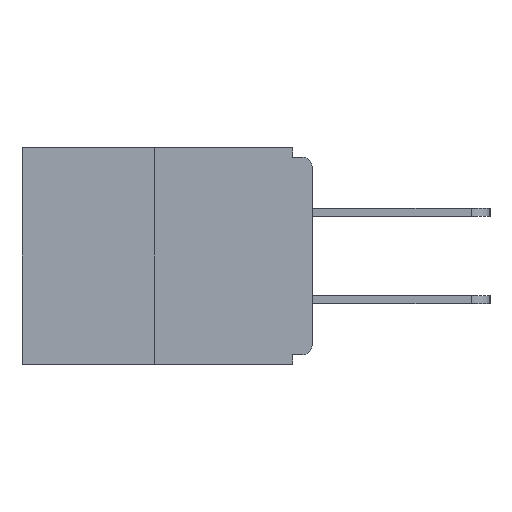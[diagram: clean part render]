
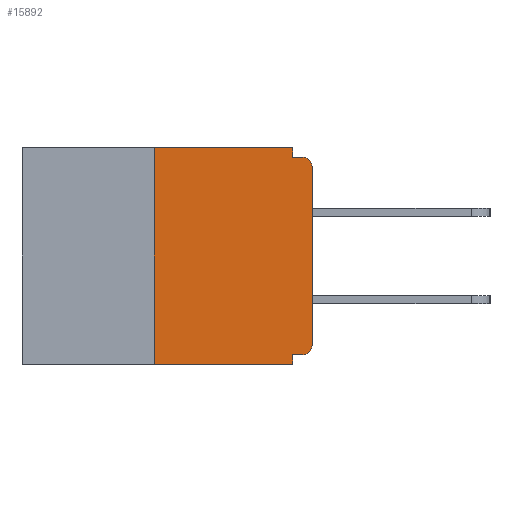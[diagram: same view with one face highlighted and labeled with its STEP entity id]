
A CAD part, left-side view. The second image highlights one B-rep face of the part: STEP entity #15892.
In plain terms, the highlighted planar face has unit normal (-1, 0, 0).
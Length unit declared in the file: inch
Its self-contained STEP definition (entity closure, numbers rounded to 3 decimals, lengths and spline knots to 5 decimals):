
#346 = EDGE_CURVE ( 'NONE', #7209, #4862, #3947, .T. ) ;
#553 = ORIENTED_EDGE ( 'NONE', *, *, #1210, .F. ) ;
#881 = CARTESIAN_POINT ( 'NONE',  ( 0., 0.25, 0. ) ) ;
#1014 = CARTESIAN_POINT ( 'NONE',  ( 0., 0.031, -0.015 ) ) ;
#1210 = EDGE_CURVE ( 'NONE', #14491, #20043, #19982, .T. ) ;
#1224 = ORIENTED_EDGE ( 'NONE', *, *, #18902, .T. ) ;
#1451 = VECTOR ( 'NONE', #2812, 39.37008 ) ;
#2080 = EDGE_CURVE ( 'NONE', #4189, #8598, #6835, .T. ) ;
#2086 = VECTOR ( 'NONE', #7306, 39.37008 ) ;
#2239 = ORIENTED_EDGE ( 'NONE', *, *, #13076, .F. ) ;
#2272 = ORIENTED_EDGE ( 'NONE', *, *, #14835, .F. ) ;
#2578 = VECTOR ( 'NONE', #16203, 39.37008 ) ;
#2812 = DIRECTION ( 'NONE',  ( 0., 0., 1. ) ) ;
#3114 = CARTESIAN_POINT ( 'NONE',  ( 0., 0., -0.328 ) ) ;
#3498 = CARTESIAN_POINT ( 'NONE',  ( 0., 0., -0.03 ) ) ;
#3947 = LINE ( 'NONE', #4310, #1451 ) ;
#4006 = ORIENTED_EDGE ( 'NONE', *, *, #14445, .F. ) ;
#4189 = VERTEX_POINT ( 'NONE', #6303 ) ;
#4196 = CARTESIAN_POINT ( 'NONE',  ( 0., 0.031, -0.343 ) ) ;
#4310 = CARTESIAN_POINT ( 'NONE',  ( 0., 0., 0. ) ) ;
#4348 = LINE ( 'NONE', #10362, #2086 ) ;
#4862 = VERTEX_POINT ( 'NONE', #3498 ) ;
#4912 = CIRCLE ( 'NONE', #14314, 0.015 ) ;
#5421 = EDGE_CURVE ( 'NONE', #12394, #8019, #19324, .T. ) ;
#5576 = ORIENTED_EDGE ( 'NONE', *, *, #2080, .T. ) ;
#5721 = CARTESIAN_POINT ( 'NONE',  ( 0., 0.015, -0.328 ) ) ;
#6248 = CARTESIAN_POINT ( 'NONE',  ( 0., 0.25, 0. ) ) ;
#6303 = CARTESIAN_POINT ( 'NONE',  ( 0., 0.25, -0.343 ) ) ;
#6805 = LINE ( 'NONE', #881, #9020 ) ;
#6835 = LINE ( 'NONE', #19337, #19459 ) ;
#6850 = CARTESIAN_POINT ( 'NONE',  ( 0., 0.46, 0. ) ) ;
#6877 = VERTEX_POINT ( 'NONE', #16948 ) ;
#6901 = DIRECTION ( 'NONE',  ( 1., 0., 0. ) ) ;
#6963 = DIRECTION ( 'NONE',  ( -1., 0., 0. ) ) ;
#7045 = CIRCLE ( 'NONE', #9744, 0.015 ) ;
#7185 = ORIENTED_EDGE ( 'NONE', *, *, #8793, .F. ) ;
#7209 = VERTEX_POINT ( 'NONE', #20518 ) ;
#7306 = DIRECTION ( 'NONE',  ( 0., 0., -1. ) ) ;
#8019 = VERTEX_POINT ( 'NONE', #19600 ) ;
#8598 = VERTEX_POINT ( 'NONE', #4196 ) ;
#8777 = CARTESIAN_POINT ( 'NONE',  ( 0., 0.46, 0. ) ) ;
#8793 = EDGE_CURVE ( 'NONE', #8019, #12684, #9011, .T. ) ;
#8831 = LINE ( 'NONE', #17415, #15973 ) ;
#8913 = DIRECTION ( 'NONE',  ( 0., 0., 1. ) ) ;
#9011 = LINE ( 'NONE', #17239, #2578 ) ;
#9020 = VECTOR ( 'NONE', #8913, 39.37008 ) ;
#9102 = EDGE_CURVE ( 'NONE', #14491, #7209, #7045, .T. ) ;
#9744 = AXIS2_PLACEMENT_3D ( 'NONE', #13524, #10338, #18175 ) ;
#10194 = DIRECTION ( 'NONE',  ( 0., 0., -1. ) ) ;
#10338 = DIRECTION ( 'NONE',  ( -1., 0., 0. ) ) ;
#10362 = CARTESIAN_POINT ( 'NONE',  ( 0., 0.031, -0.343 ) ) ;
#10452 = FACE_OUTER_BOUND ( 'NONE', #15584, .T. ) ;
#10481 = ORIENTED_EDGE ( 'NONE', *, *, #9102, .T. ) ;
#11013 = DIRECTION ( 'NONE',  ( 0., -1., 0. ) ) ;
#11403 = DIRECTION ( 'NONE',  ( 0., -1., 0. ) ) ;
#11474 = CARTESIAN_POINT ( 'NONE',  ( 0., 0.015, -0.03 ) ) ;
#11712 = DIRECTION ( 'NONE',  ( 0., -1., 0. ) ) ;
#12394 = VERTEX_POINT ( 'NONE', #6248 ) ;
#12684 = VERTEX_POINT ( 'NONE', #1014 ) ;
#13076 = EDGE_CURVE ( 'NONE', #12684, #6877, #8831, .T. ) ;
#13524 = CARTESIAN_POINT ( 'NONE',  ( 0., 0.015, -0.313 ) ) ;
#14314 = AXIS2_PLACEMENT_3D ( 'NONE', #11474, #6963, #18010 ) ;
#14445 = EDGE_CURVE ( 'NONE', #20043, #8598, #4348, .T. ) ;
#14491 = VERTEX_POINT ( 'NONE', #5721 ) ;
#14835 = EDGE_CURVE ( 'NONE', #4189, #12394, #6805, .T. ) ;
#15087 = PLANE ( 'NONE',  #18296 ) ;
#15243 = VECTOR ( 'NONE', #15830, 39.37008 ) ;
#15550 = ORIENTED_EDGE ( 'NONE', *, *, #5421, .F. ) ;
#15584 = EDGE_LOOP ( 'NONE', ( #15550, #2272, #5576, #4006, #553, #10481, #16562, #1224, #2239, #7185 ) ) ;
#15808 = CARTESIAN_POINT ( 'NONE',  ( 0., 0.031, -0.328 ) ) ;
#15830 = DIRECTION ( 'NONE',  ( 0., 1., 0. ) ) ;
#15892 = ADVANCED_FACE ( 'NONE', ( #10452 ), #15087, .F. ) ;
#15973 = VECTOR ( 'NONE', #11013, 39.37008 ) ;
#16203 = DIRECTION ( 'NONE',  ( 0., 0., -1. ) ) ;
#16313 = VECTOR ( 'NONE', #11712, 39.37008 ) ;
#16562 = ORIENTED_EDGE ( 'NONE', *, *, #346, .T. ) ;
#16948 = CARTESIAN_POINT ( 'NONE',  ( 0., 0.015, -0.015 ) ) ;
#17239 = CARTESIAN_POINT ( 'NONE',  ( 0., 0.031, 0. ) ) ;
#17415 = CARTESIAN_POINT ( 'NONE',  ( 0., 0., -0.015 ) ) ;
#18010 = DIRECTION ( 'NONE',  ( 0., 0., -1. ) ) ;
#18175 = DIRECTION ( 'NONE',  ( 0., 0., -1. ) ) ;
#18296 = AXIS2_PLACEMENT_3D ( 'NONE', #8777, #6901, #10194 ) ;
#18902 = EDGE_CURVE ( 'NONE', #4862, #6877, #4912, .T. ) ;
#19324 = LINE ( 'NONE', #6850, #16313 ) ;
#19337 = CARTESIAN_POINT ( 'NONE',  ( 0., 0.46, -0.343 ) ) ;
#19459 = VECTOR ( 'NONE', #11403, 39.37008 ) ;
#19600 = CARTESIAN_POINT ( 'NONE',  ( 0., 0.031, 0. ) ) ;
#19982 = LINE ( 'NONE', #3114, #15243 ) ;
#20043 = VERTEX_POINT ( 'NONE', #15808 ) ;
#20518 = CARTESIAN_POINT ( 'NONE',  ( 0., 0., -0.313 ) ) ;
